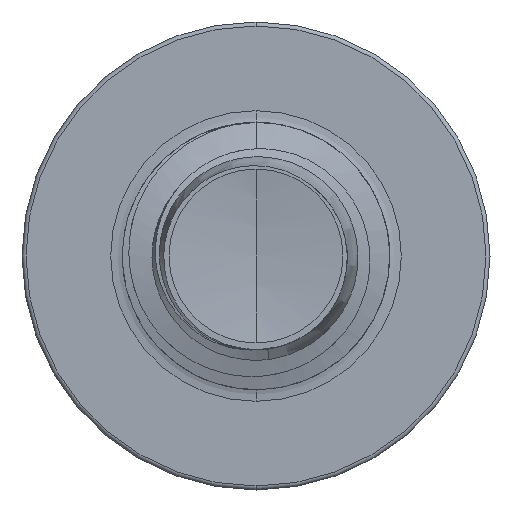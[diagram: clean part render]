
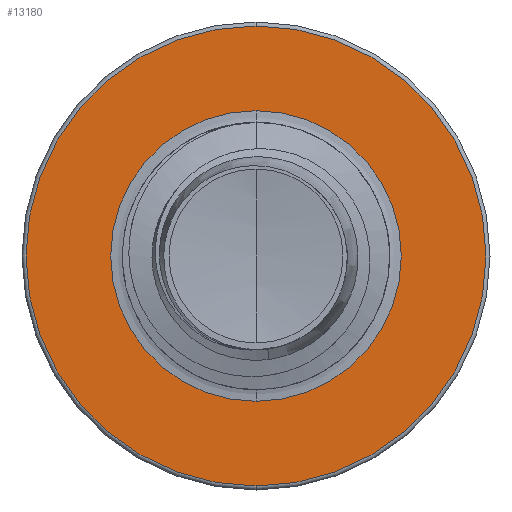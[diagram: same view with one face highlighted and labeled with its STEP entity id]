
A CAD part, front view. The second image highlights one B-rep face of the part: STEP entity #13180.
In plain terms, the highlighted planar face has unit normal (0, -1, 0).
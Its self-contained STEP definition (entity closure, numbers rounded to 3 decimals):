
#22 = FACE_OUTER_BOUND ( 'NONE', #5539, .T. ) ;
#382 = EDGE_LOOP ( 'NONE', ( #4923, #1074 ) ) ;
#770 = CARTESIAN_POINT ( 'NONE',  ( 0., 5.5, -2.174 ) ) ;
#921 = VERTEX_POINT ( 'NONE', #5060 ) ;
#1074 = ORIENTED_EDGE ( 'NONE', *, *, #4137, .T. ) ;
#1900 = EDGE_CURVE ( 'NONE', #1907, #11393, #8370, .T. ) ;
#1907 = VERTEX_POINT ( 'NONE', #4301 ) ;
#2009 = AXIS2_PLACEMENT_3D ( 'NONE', #12006, #4566, #12967 ) ;
#2272 = DIRECTION ( 'NONE',  ( 0., 1., 0. ) ) ;
#3435 = VERTEX_POINT ( 'NONE', #770 ) ;
#4109 = AXIS2_PLACEMENT_3D ( 'NONE', #6602, #14124, #7810 ) ;
#4121 = ORIENTED_EDGE ( 'NONE', *, *, #14635, .F. ) ;
#4137 = EDGE_CURVE ( 'NONE', #3435, #921, #13596, .T. ) ;
#4175 = DIRECTION ( 'NONE',  ( 0., 0., 1. ) ) ;
#4189 = DIRECTION ( 'NONE',  ( 0., 1., 0. ) ) ;
#4205 = CARTESIAN_POINT ( 'NONE',  ( 0., 5.5, 0. ) ) ;
#4301 = CARTESIAN_POINT ( 'NONE',  ( 0., 5.5, -3.44 ) ) ;
#4430 = ORIENTED_EDGE ( 'NONE', *, *, #1900, .F. ) ;
#4566 = DIRECTION ( 'NONE',  ( 0., 1., 0. ) ) ;
#4923 = ORIENTED_EDGE ( 'NONE', *, *, #11774, .T. ) ;
#5060 = CARTESIAN_POINT ( 'NONE',  ( 0., 5.5, 2.174 ) ) ;
#5539 = EDGE_LOOP ( 'NONE', ( #4121, #4430 ) ) ;
#6602 = CARTESIAN_POINT ( 'NONE',  ( 0., 5.5, 0. ) ) ;
#7810 = DIRECTION ( 'NONE',  ( 0., 0., 1. ) ) ;
#8370 = CIRCLE ( 'NONE', #11157, 3.44 ) ;
#9978 = DIRECTION ( 'NONE',  ( 0., 0., 1. ) ) ;
#9992 = DIRECTION ( 'NONE',  ( 0., 1., 0. ) ) ;
#10000 = CARTESIAN_POINT ( 'NONE',  ( 0., 5.5, 0. ) ) ;
#10123 = PLANE ( 'NONE',  #13743 ) ;
#10334 = FACE_BOUND ( 'NONE', #382, .T. ) ;
#11157 = AXIS2_PLACEMENT_3D ( 'NONE', #4205, #4189, #4175 ) ;
#11363 = DIRECTION ( 'NONE',  ( 0., 0., 1. ) ) ;
#11393 = VERTEX_POINT ( 'NONE', #15086 ) ;
#11774 = EDGE_CURVE ( 'NONE', #921, #3435, #14882, .T. ) ;
#11792 = CIRCLE ( 'NONE', #2009, 3.44 ) ;
#12006 = CARTESIAN_POINT ( 'NONE',  ( 0., 5.5, 0. ) ) ;
#12737 = AXIS2_PLACEMENT_3D ( 'NONE', #10000, #9992, #9978 ) ;
#12967 = DIRECTION ( 'NONE',  ( 0., 0., 1. ) ) ;
#13180 = ADVANCED_FACE ( 'NONE', ( #22, #10334 ), #10123, .F. ) ;
#13596 = CIRCLE ( 'NONE', #12737, 2.174 ) ;
#13743 = AXIS2_PLACEMENT_3D ( 'NONE', #14911, #2272, #11363 ) ;
#14124 = DIRECTION ( 'NONE',  ( 0., 1., 0. ) ) ;
#14635 = EDGE_CURVE ( 'NONE', #11393, #1907, #11792, .T. ) ;
#14882 = CIRCLE ( 'NONE', #4109, 2.174 ) ;
#14911 = CARTESIAN_POINT ( 'NONE',  ( 0., 5.5, -2.174 ) ) ;
#15086 = CARTESIAN_POINT ( 'NONE',  ( 0., 5.5, 3.44 ) ) ;
